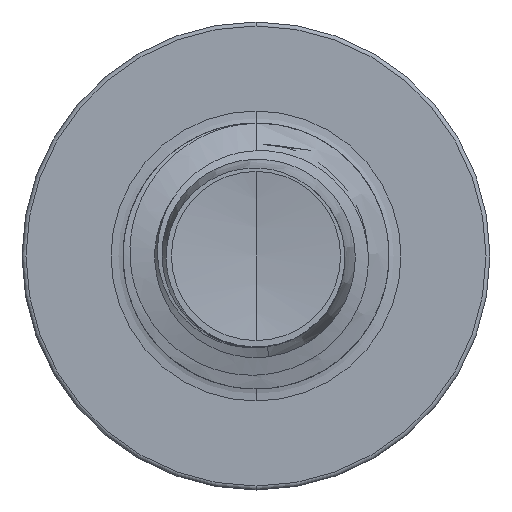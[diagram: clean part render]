
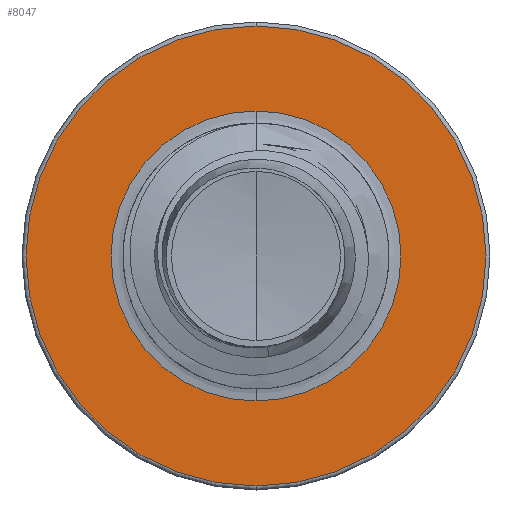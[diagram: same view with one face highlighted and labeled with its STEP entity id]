
A CAD part, front view. The second image highlights one B-rep face of the part: STEP entity #8047.
In plain terms, the highlighted planar face has unit normal (0, -1, 0).
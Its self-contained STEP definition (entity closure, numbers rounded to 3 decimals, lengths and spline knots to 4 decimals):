
#384 = DIRECTION ( 'NONE',  ( 0., 0., 1. ) ) ;
#1050 = FACE_BOUND ( 'NONE', #21759, .T. ) ;
#2271 = CIRCLE ( 'NONE', #8161, 2.1625 ) ;
#3749 = CARTESIAN_POINT ( 'NONE',  ( 0., 12.5, -2.1625 ) ) ;
#5949 = EDGE_CURVE ( 'NONE', #13789, #8340, #12076, .T. ) ;
#6004 = EDGE_CURVE ( 'NONE', #23937, #16239, #26430, .T. ) ;
#6438 = CARTESIAN_POINT ( 'NONE',  ( 0., 12.5, 0. ) ) ;
#6880 = CARTESIAN_POINT ( 'NONE',  ( 0., 12.5, -1.3632 ) ) ;
#7772 = ORIENTED_EDGE ( 'NONE', *, *, #6004, .F. ) ;
#8047 = ADVANCED_FACE ( 'NONE', ( #9841, #1050 ), #14750, .F. ) ;
#8161 = AXIS2_PLACEMENT_3D ( 'NONE', #6438, #25687, #9377 ) ;
#8340 = VERTEX_POINT ( 'NONE', #6880 ) ;
#8653 = EDGE_CURVE ( 'NONE', #8340, #13789, #34819, .T. ) ;
#9286 = AXIS2_PLACEMENT_3D ( 'NONE', #16520, #34940, #19297 ) ;
#9377 = DIRECTION ( 'NONE',  ( 0., 0., 1. ) ) ;
#9841 = FACE_OUTER_BOUND ( 'NONE', #29499, .T. ) ;
#11065 = CARTESIAN_POINT ( 'NONE',  ( 0., 12.5, 2.1625 ) ) ;
#11637 = DIRECTION ( 'NONE',  ( 0., 1., 0. ) ) ;
#12076 = CIRCLE ( 'NONE', #24802, 1.3632 ) ;
#12226 = CARTESIAN_POINT ( 'NONE',  ( 0., 12.5, 1.3632 ) ) ;
#13789 = VERTEX_POINT ( 'NONE', #12226 ) ;
#14750 = PLANE ( 'NONE',  #21045 ) ;
#16239 = VERTEX_POINT ( 'NONE', #11065 ) ;
#16520 = CARTESIAN_POINT ( 'NONE',  ( 0., 12.5, 0. ) ) ;
#17087 = CARTESIAN_POINT ( 'NONE',  ( 0., 12.5, 0. ) ) ;
#17492 = DIRECTION ( 'NONE',  ( 0., 1., 0. ) ) ;
#19297 = DIRECTION ( 'NONE',  ( 0., 0., 1. ) ) ;
#19871 = DIRECTION ( 'NONE',  ( 0., 0., 1. ) ) ;
#20159 = CARTESIAN_POINT ( 'NONE',  ( 0., 12.5, -1.3632 ) ) ;
#21045 = AXIS2_PLACEMENT_3D ( 'NONE', #20159, #17492, #384 ) ;
#21759 = EDGE_LOOP ( 'NONE', ( #30175, #24125 ) ) ;
#23937 = VERTEX_POINT ( 'NONE', #3749 ) ;
#24125 = ORIENTED_EDGE ( 'NONE', *, *, #8653, .T. ) ;
#24802 = AXIS2_PLACEMENT_3D ( 'NONE', #27749, #11637, #30315 ) ;
#25687 = DIRECTION ( 'NONE',  ( 0., 1., 0. ) ) ;
#26430 = CIRCLE ( 'NONE', #33415, 2.1625 ) ;
#26985 = ORIENTED_EDGE ( 'NONE', *, *, #28616, .F. ) ;
#27749 = CARTESIAN_POINT ( 'NONE',  ( 0., 12.5, 0. ) ) ;
#28616 = EDGE_CURVE ( 'NONE', #16239, #23937, #2271, .T. ) ;
#29499 = EDGE_LOOP ( 'NONE', ( #26985, #7772 ) ) ;
#30175 = ORIENTED_EDGE ( 'NONE', *, *, #5949, .T. ) ;
#30315 = DIRECTION ( 'NONE',  ( 0., 0., 1. ) ) ;
#33415 = AXIS2_PLACEMENT_3D ( 'NONE', #17087, #35499, #19871 ) ;
#34819 = CIRCLE ( 'NONE', #9286, 1.3632 ) ;
#34940 = DIRECTION ( 'NONE',  ( 0., 1., 0. ) ) ;
#35499 = DIRECTION ( 'NONE',  ( 0., 1., 0. ) ) ;
